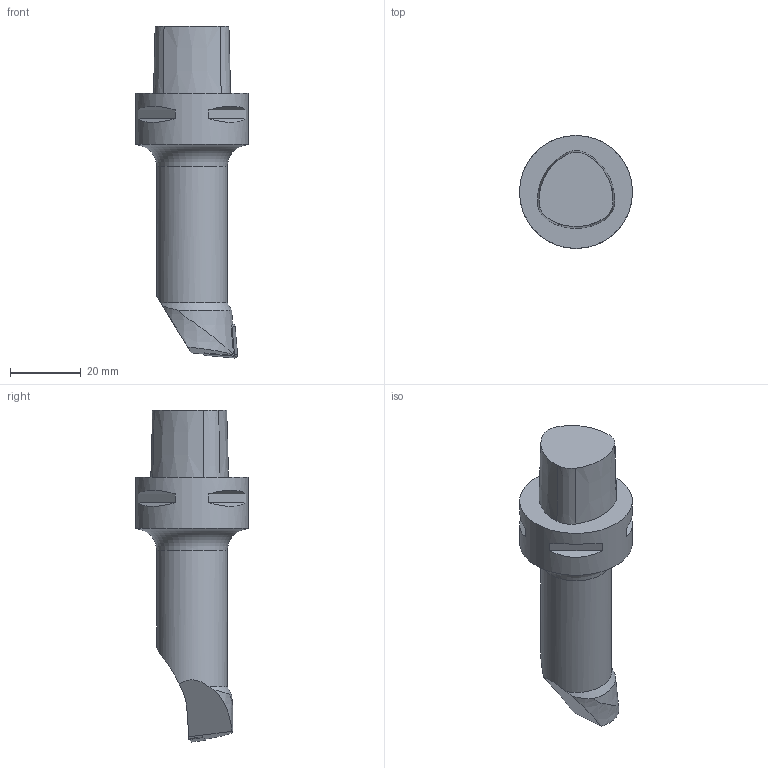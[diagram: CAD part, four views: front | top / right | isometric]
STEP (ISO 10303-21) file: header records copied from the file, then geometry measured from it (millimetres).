
FILE_DESCRIPTION(/* description */ (''),/* implementation_level */ '2;1');
FILE_NAME(/* name */ 'C3-SCLCL-13075-09.stp',/* time_stamp */ '2018-02-15T16:18:49+06:00',/* author */ (''),/* organization */ (''),/* preprocessor_version */ 'ST-DEVELOPER v16',/* originating_system */ 'SIEMENS PLM Software NX 11.0',/* authorisation */ '');
FILE_SCHEMA (('AUTOMOTIVE_DESIGN { 1 0 10303 214 3 1 1 1 }'));
Length unit declared in the file: millimetre
Products named in the file (1): C3-SCLCL-13075-09
Bounding box: 32 x 32 x 94 mm (x, y, z)
Volume: 34424.7 mm3; surface area: 8643.4 mm2
Topology: 3 solids, 3 shells, 46 faces, 107 edges, 71 vertices
Faces by surface type: plane 28, cone 13, cylinder 3, extrusion 1, torus 1
Full cylindrical faces by diameter (mm): 20 x1, 32 x1
Entity records: 1424 total; most frequent: CARTESIAN_POINT 315, DIRECTION 228, ORIENTED_EDGE 200, EDGE_CURVE 100, AXIS2_PLACEMENT_3D 88, VERTEX_POINT 68, EDGE_LOOP 54, VECTOR 52
